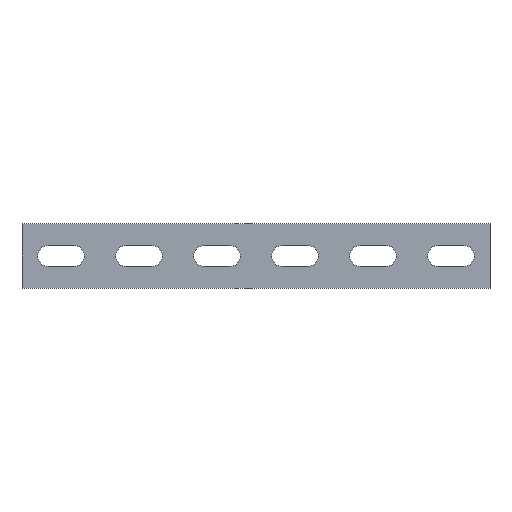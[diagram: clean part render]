
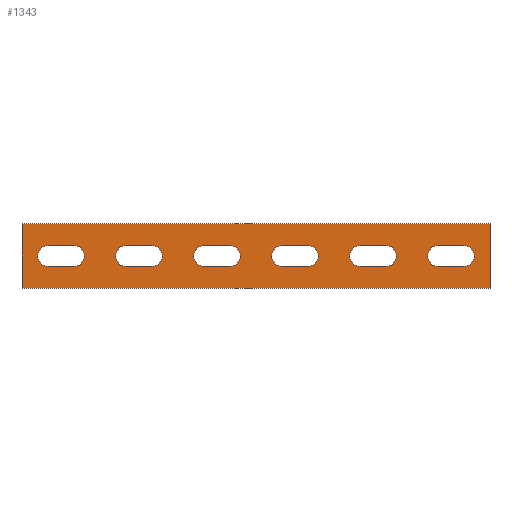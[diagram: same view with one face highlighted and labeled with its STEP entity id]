
A CAD part, front view. The second image highlights one B-rep face of the part: STEP entity #1343.
In plain terms, the highlighted planar face has unit normal (0, -1, 0).
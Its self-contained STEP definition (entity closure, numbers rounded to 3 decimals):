
#48=FACE_BOUND('',#191,.T.);
#49=FACE_BOUND('',#192,.T.);
#50=FACE_BOUND('',#193,.T.);
#51=FACE_BOUND('',#194,.T.);
#52=FACE_BOUND('',#195,.T.);
#53=FACE_BOUND('',#196,.T.);
#66=CIRCLE('',#1445,6.75);
#67=CIRCLE('',#1446,6.75);
#68=CIRCLE('',#1447,6.75);
#69=CIRCLE('',#1448,6.75);
#70=CIRCLE('',#1449,6.75);
#71=CIRCLE('',#1450,6.75);
#72=CIRCLE('',#1451,6.75);
#73=CIRCLE('',#1452,6.75);
#74=CIRCLE('',#1453,6.75);
#75=CIRCLE('',#1454,6.75);
#76=CIRCLE('',#1455,6.75);
#77=CIRCLE('',#1456,6.75);
#118=FACE_OUTER_BOUND('',#190,.T.);
#190=EDGE_LOOP('',(#902,#903,#904,#905));
#191=EDGE_LOOP('',(#906,#907,#908,#909));
#192=EDGE_LOOP('',(#910,#911,#912,#913));
#193=EDGE_LOOP('',(#914,#915,#916,#917));
#194=EDGE_LOOP('',(#918,#919,#920,#921));
#195=EDGE_LOOP('',(#922,#923,#924,#925));
#196=EDGE_LOOP('',(#926,#927,#928,#929));
#294=LINE('',#2040,#430);
#295=LINE('',#2042,#431);
#296=LINE('',#2044,#432);
#297=LINE('',#2045,#433);
#298=LINE('',#2050,#434);
#299=LINE('',#2053,#435);
#300=LINE('',#2058,#436);
#301=LINE('',#2061,#437);
#302=LINE('',#2066,#438);
#303=LINE('',#2069,#439);
#304=LINE('',#2074,#440);
#305=LINE('',#2077,#441);
#306=LINE('',#2082,#442);
#307=LINE('',#2085,#443);
#308=LINE('',#2090,#444);
#309=LINE('',#2093,#445);
#430=VECTOR('',#1630,10.);
#431=VECTOR('',#1631,10.);
#432=VECTOR('',#1632,10.);
#433=VECTOR('',#1633,10.);
#434=VECTOR('',#1636,10.);
#435=VECTOR('',#1639,10.);
#436=VECTOR('',#1642,10.);
#437=VECTOR('',#1645,10.);
#438=VECTOR('',#1648,10.);
#439=VECTOR('',#1651,10.);
#440=VECTOR('',#1654,10.);
#441=VECTOR('',#1657,10.);
#442=VECTOR('',#1660,10.);
#443=VECTOR('',#1663,10.);
#444=VECTOR('',#1666,10.);
#445=VECTOR('',#1669,10.);
#574=VERTEX_POINT('',#2038);
#575=VERTEX_POINT('',#2039);
#576=VERTEX_POINT('',#2041);
#577=VERTEX_POINT('',#2043);
#578=VERTEX_POINT('',#2046);
#579=VERTEX_POINT('',#2047);
#580=VERTEX_POINT('',#2049);
#581=VERTEX_POINT('',#2051);
#582=VERTEX_POINT('',#2054);
#583=VERTEX_POINT('',#2055);
#584=VERTEX_POINT('',#2057);
#585=VERTEX_POINT('',#2059);
#586=VERTEX_POINT('',#2062);
#587=VERTEX_POINT('',#2063);
#588=VERTEX_POINT('',#2065);
#589=VERTEX_POINT('',#2067);
#590=VERTEX_POINT('',#2070);
#591=VERTEX_POINT('',#2071);
#592=VERTEX_POINT('',#2073);
#593=VERTEX_POINT('',#2075);
#594=VERTEX_POINT('',#2078);
#595=VERTEX_POINT('',#2079);
#596=VERTEX_POINT('',#2081);
#597=VERTEX_POINT('',#2083);
#598=VERTEX_POINT('',#2086);
#599=VERTEX_POINT('',#2087);
#600=VERTEX_POINT('',#2089);
#601=VERTEX_POINT('',#2091);
#706=EDGE_CURVE('',#574,#575,#294,.T.);
#707=EDGE_CURVE('',#574,#576,#295,.T.);
#708=EDGE_CURVE('',#576,#577,#296,.T.);
#709=EDGE_CURVE('',#575,#577,#297,.T.);
#710=EDGE_CURVE('',#578,#579,#66,.T.);
#711=EDGE_CURVE('',#579,#580,#298,.T.);
#712=EDGE_CURVE('',#580,#581,#67,.T.);
#713=EDGE_CURVE('',#581,#578,#299,.T.);
#714=EDGE_CURVE('',#582,#583,#68,.T.);
#715=EDGE_CURVE('',#583,#584,#300,.T.);
#716=EDGE_CURVE('',#584,#585,#69,.T.);
#717=EDGE_CURVE('',#585,#582,#301,.T.);
#718=EDGE_CURVE('',#586,#587,#70,.T.);
#719=EDGE_CURVE('',#587,#588,#302,.T.);
#720=EDGE_CURVE('',#588,#589,#71,.T.);
#721=EDGE_CURVE('',#589,#586,#303,.T.);
#722=EDGE_CURVE('',#590,#591,#72,.T.);
#723=EDGE_CURVE('',#591,#592,#304,.T.);
#724=EDGE_CURVE('',#592,#593,#73,.T.);
#725=EDGE_CURVE('',#593,#590,#305,.T.);
#726=EDGE_CURVE('',#594,#595,#74,.T.);
#727=EDGE_CURVE('',#595,#596,#306,.T.);
#728=EDGE_CURVE('',#596,#597,#75,.T.);
#729=EDGE_CURVE('',#597,#594,#307,.T.);
#730=EDGE_CURVE('',#598,#599,#76,.T.);
#731=EDGE_CURVE('',#599,#600,#308,.T.);
#732=EDGE_CURVE('',#600,#601,#77,.T.);
#733=EDGE_CURVE('',#601,#598,#309,.T.);
#902=ORIENTED_EDGE('',*,*,#706,.F.);
#903=ORIENTED_EDGE('',*,*,#707,.T.);
#904=ORIENTED_EDGE('',*,*,#708,.T.);
#905=ORIENTED_EDGE('',*,*,#709,.F.);
#906=ORIENTED_EDGE('',*,*,#710,.T.);
#907=ORIENTED_EDGE('',*,*,#711,.T.);
#908=ORIENTED_EDGE('',*,*,#712,.T.);
#909=ORIENTED_EDGE('',*,*,#713,.T.);
#910=ORIENTED_EDGE('',*,*,#714,.T.);
#911=ORIENTED_EDGE('',*,*,#715,.T.);
#912=ORIENTED_EDGE('',*,*,#716,.T.);
#913=ORIENTED_EDGE('',*,*,#717,.T.);
#914=ORIENTED_EDGE('',*,*,#718,.T.);
#915=ORIENTED_EDGE('',*,*,#719,.T.);
#916=ORIENTED_EDGE('',*,*,#720,.T.);
#917=ORIENTED_EDGE('',*,*,#721,.T.);
#918=ORIENTED_EDGE('',*,*,#722,.T.);
#919=ORIENTED_EDGE('',*,*,#723,.T.);
#920=ORIENTED_EDGE('',*,*,#724,.T.);
#921=ORIENTED_EDGE('',*,*,#725,.T.);
#922=ORIENTED_EDGE('',*,*,#726,.T.);
#923=ORIENTED_EDGE('',*,*,#727,.T.);
#924=ORIENTED_EDGE('',*,*,#728,.T.);
#925=ORIENTED_EDGE('',*,*,#729,.T.);
#926=ORIENTED_EDGE('',*,*,#730,.T.);
#927=ORIENTED_EDGE('',*,*,#731,.T.);
#928=ORIENTED_EDGE('',*,*,#732,.T.);
#929=ORIENTED_EDGE('',*,*,#733,.T.);
#1238=PLANE('',#1444);
#1343=ADVANCED_FACE('',(#118,#48,#49,#50,#51,#52,#53),#1238,.T.);
#1444=AXIS2_PLACEMENT_3D('',#2037,#1628,#1629);
#1445=AXIS2_PLACEMENT_3D('',#2048,#1634,#1635);
#1446=AXIS2_PLACEMENT_3D('',#2052,#1637,#1638);
#1447=AXIS2_PLACEMENT_3D('',#2056,#1640,#1641);
#1448=AXIS2_PLACEMENT_3D('',#2060,#1643,#1644);
#1449=AXIS2_PLACEMENT_3D('',#2064,#1646,#1647);
#1450=AXIS2_PLACEMENT_3D('',#2068,#1649,#1650);
#1451=AXIS2_PLACEMENT_3D('',#2072,#1652,#1653);
#1452=AXIS2_PLACEMENT_3D('',#2076,#1655,#1656);
#1453=AXIS2_PLACEMENT_3D('',#2080,#1658,#1659);
#1454=AXIS2_PLACEMENT_3D('',#2084,#1661,#1662);
#1455=AXIS2_PLACEMENT_3D('',#2088,#1664,#1665);
#1456=AXIS2_PLACEMENT_3D('',#2092,#1667,#1668);
#1628=DIRECTION('center_axis',(0.,-1.,0.));
#1629=DIRECTION('ref_axis',(0.,0.,-1.));
#1630=DIRECTION('',(0.,0.,-1.));
#1631=DIRECTION('',(-1.,0.,0.));
#1632=DIRECTION('',(0.,0.,-1.));
#1633=DIRECTION('',(-1.,0.,0.));
#1634=DIRECTION('center_axis',(0.,1.,0.));
#1635=DIRECTION('ref_axis',(0.,0.,-1.));
#1636=DIRECTION('',(1.,0.,0.));
#1637=DIRECTION('center_axis',(0.,1.,0.));
#1638=DIRECTION('ref_axis',(0.,0.,1.));
#1639=DIRECTION('',(-1.,0.,0.));
#1640=DIRECTION('center_axis',(0.,1.,0.));
#1641=DIRECTION('ref_axis',(0.,0.,-1.));
#1642=DIRECTION('',(1.,0.,0.));
#1643=DIRECTION('center_axis',(0.,1.,0.));
#1644=DIRECTION('ref_axis',(0.,0.,1.));
#1645=DIRECTION('',(-1.,0.,0.));
#1646=DIRECTION('center_axis',(0.,1.,0.));
#1647=DIRECTION('ref_axis',(0.,0.,-1.));
#1648=DIRECTION('',(1.,0.,0.));
#1649=DIRECTION('center_axis',(0.,1.,0.));
#1650=DIRECTION('ref_axis',(0.,0.,1.));
#1651=DIRECTION('',(-1.,0.,0.));
#1652=DIRECTION('center_axis',(0.,1.,0.));
#1653=DIRECTION('ref_axis',(0.,0.,-1.));
#1654=DIRECTION('',(1.,0.,0.));
#1655=DIRECTION('center_axis',(0.,1.,0.));
#1656=DIRECTION('ref_axis',(0.,0.,1.));
#1657=DIRECTION('',(-1.,0.,0.));
#1658=DIRECTION('center_axis',(0.,1.,0.));
#1659=DIRECTION('ref_axis',(0.,0.,-1.));
#1660=DIRECTION('',(1.,0.,0.));
#1661=DIRECTION('center_axis',(0.,1.,0.));
#1662=DIRECTION('ref_axis',(0.,0.,1.));
#1663=DIRECTION('',(-1.,0.,0.));
#1664=DIRECTION('center_axis',(0.,1.,0.));
#1665=DIRECTION('ref_axis',(0.,0.,-1.));
#1666=DIRECTION('',(1.,0.,0.));
#1667=DIRECTION('center_axis',(0.,1.,0.));
#1668=DIRECTION('ref_axis',(0.,0.,1.));
#1669=DIRECTION('',(-1.,0.,0.));
#2037=CARTESIAN_POINT('Origin',(0.,-36.005,18.65));
#2038=CARTESIAN_POINT('',(300.,-36.005,20.65));
#2039=CARTESIAN_POINT('',(300.,-36.005,-20.65));
#2040=CARTESIAN_POINT('',(300.,-36.005,18.65));
#2041=CARTESIAN_POINT('',(0.,-36.005,20.65));
#2042=CARTESIAN_POINT('',(0.,-36.005,20.65));
#2043=CARTESIAN_POINT('',(0.,-36.005,-20.65));
#2044=CARTESIAN_POINT('',(0.,-36.005,18.65));
#2045=CARTESIAN_POINT('',(0.,-36.005,-20.65));
#2046=CARTESIAN_POINT('',(216.75,-36.005,-6.75));
#2047=CARTESIAN_POINT('',(216.75,-36.005,6.75));
#2048=CARTESIAN_POINT('Origin',(216.75,-36.005,0.));
#2049=CARTESIAN_POINT('',(233.25,-36.005,6.75));
#2050=CARTESIAN_POINT('',(108.375,-36.005,6.75));
#2051=CARTESIAN_POINT('',(233.25,-36.005,-6.75));
#2052=CARTESIAN_POINT('Origin',(233.25,-36.005,0.));
#2053=CARTESIAN_POINT('',(116.625,-36.005,-6.75));
#2054=CARTESIAN_POINT('',(116.75,-36.005,-6.75));
#2055=CARTESIAN_POINT('',(116.75,-36.005,6.75));
#2056=CARTESIAN_POINT('Origin',(116.75,-36.005,0.));
#2057=CARTESIAN_POINT('',(133.25,-36.005,6.75));
#2058=CARTESIAN_POINT('',(58.375,-36.005,6.75));
#2059=CARTESIAN_POINT('',(133.25,-36.005,-6.75));
#2060=CARTESIAN_POINT('Origin',(133.25,-36.005,0.));
#2061=CARTESIAN_POINT('',(66.625,-36.005,-6.75));
#2062=CARTESIAN_POINT('',(16.75,-36.005,-6.75));
#2063=CARTESIAN_POINT('',(16.75,-36.005,6.75));
#2064=CARTESIAN_POINT('Origin',(16.75,-36.005,0.));
#2065=CARTESIAN_POINT('',(33.25,-36.005,6.75));
#2066=CARTESIAN_POINT('',(8.375,-36.005,6.75));
#2067=CARTESIAN_POINT('',(33.25,-36.005,-6.75));
#2068=CARTESIAN_POINT('Origin',(33.25,-36.005,0.));
#2069=CARTESIAN_POINT('',(16.625,-36.005,-6.75));
#2070=CARTESIAN_POINT('',(66.75,-36.005,-6.75));
#2071=CARTESIAN_POINT('',(66.75,-36.005,6.75));
#2072=CARTESIAN_POINT('Origin',(66.75,-36.005,0.));
#2073=CARTESIAN_POINT('',(83.25,-36.005,6.75));
#2074=CARTESIAN_POINT('',(33.375,-36.005,6.75));
#2075=CARTESIAN_POINT('',(83.25,-36.005,-6.75));
#2076=CARTESIAN_POINT('Origin',(83.25,-36.005,0.));
#2077=CARTESIAN_POINT('',(41.625,-36.005,-6.75));
#2078=CARTESIAN_POINT('',(166.75,-36.005,-6.75));
#2079=CARTESIAN_POINT('',(166.75,-36.005,6.75));
#2080=CARTESIAN_POINT('Origin',(166.75,-36.005,0.));
#2081=CARTESIAN_POINT('',(183.25,-36.005,6.75));
#2082=CARTESIAN_POINT('',(83.375,-36.005,6.75));
#2083=CARTESIAN_POINT('',(183.25,-36.005,-6.75));
#2084=CARTESIAN_POINT('Origin',(183.25,-36.005,0.));
#2085=CARTESIAN_POINT('',(91.625,-36.005,-6.75));
#2086=CARTESIAN_POINT('',(266.75,-36.005,-6.75));
#2087=CARTESIAN_POINT('',(266.75,-36.005,6.75));
#2088=CARTESIAN_POINT('Origin',(266.75,-36.005,0.));
#2089=CARTESIAN_POINT('',(283.25,-36.005,6.75));
#2090=CARTESIAN_POINT('',(133.375,-36.005,6.75));
#2091=CARTESIAN_POINT('',(283.25,-36.005,-6.75));
#2092=CARTESIAN_POINT('Origin',(283.25,-36.005,0.));
#2093=CARTESIAN_POINT('',(141.625,-36.005,-6.75));
